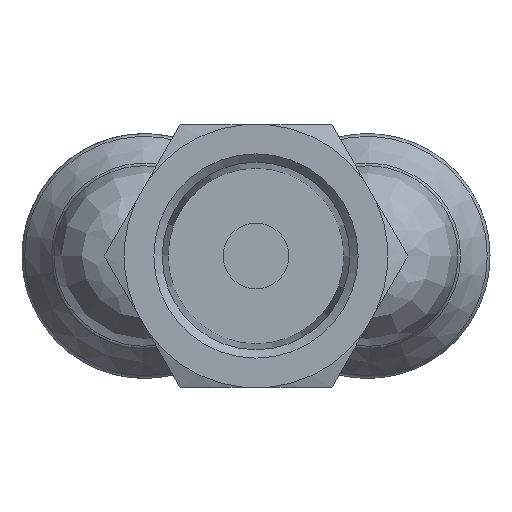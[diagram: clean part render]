
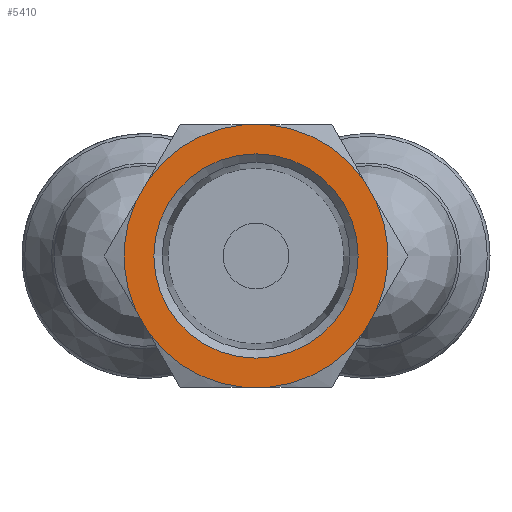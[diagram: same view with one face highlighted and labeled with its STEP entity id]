
A CAD part, front view. The second image highlights one B-rep face of the part: STEP entity #5410.
In plain terms, the highlighted face is planar.
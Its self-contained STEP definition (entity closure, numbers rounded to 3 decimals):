
#5266=CARTESIAN_POINT('',(-25.6,6.222,0.));
#5267=VERTEX_POINT('',#5266);
#5268=CARTESIAN_POINT('',(-25.6,0.,0.0));
#5269=DIRECTION('',(-1.0,0.0,0.0));
#5270=DIRECTION('',(0.0,-1.0,0.0));
#5271=AXIS2_PLACEMENT_3D('',#5268,#5269,#5270);
#5272=CIRCLE('',#5271,6.222);
#5273=EDGE_CURVE('',#5267,#5267,#5272,.T.);
#5298=CARTESIAN_POINT('',(-25.6,3.75,0.0));
#5299=DIRECTION('',(-1.0,0.0,0.0));
#5300=DIRECTION('',(0.0,0.0,1.0));
#5301=AXIS2_PLACEMENT_3D('',#5298,#5299,#5300);
#5302=PLANE('',#5301);
#5303=CARTESIAN_POINT('',(-25.6,-0.777,-8.));
#5304=VERTEX_POINT('',#5303);
#5305=CARTESIAN_POINT('',(-25.6,-6.54,-4.673));
#5306=VERTEX_POINT('',#5305);
#5307=CARTESIAN_POINT('',(-25.6,0.,0.0));
#5308=DIRECTION('',(-1.0,0.0,0.0));
#5309=DIRECTION('',(0.0,1.0,0.0));
#5310=AXIS2_PLACEMENT_3D('',#5307,#5308,#5309);
#5311=CIRCLE('',#5310,8.038);
#5312=EDGE_CURVE('',#5304,#5306,#5311,.T.);
#5313=ORIENTED_EDGE('',*,*,#5312,.T.);
#5314=CARTESIAN_POINT('',(-25.6,-7.316,-3.327));
#5315=VERTEX_POINT('',#5314);
#5316=CARTESIAN_POINT('',(-25.6,-7.316,-3.327));
#5317=DIRECTION('',(0.0,0.5,-0.866));
#5318=VECTOR('',#5317,1.553);
#5319=LINE('',#5316,#5318);
#5320=EDGE_CURVE('',#5315,#5306,#5319,.T.);
#5321=ORIENTED_EDGE('',*,*,#5320,.F.);
#5322=CARTESIAN_POINT('',(-25.6,-7.316,3.327));
#5323=VERTEX_POINT('',#5322);
#5324=CARTESIAN_POINT('',(-25.6,0.,0.0));
#5325=DIRECTION('',(-1.0,0.0,0.0));
#5326=DIRECTION('',(0.0,1.0,0.0));
#5327=AXIS2_PLACEMENT_3D('',#5324,#5325,#5326);
#5328=CIRCLE('',#5327,8.038);
#5329=EDGE_CURVE('',#5315,#5323,#5328,.T.);
#5330=ORIENTED_EDGE('',*,*,#5329,.T.);
#5331=CARTESIAN_POINT('',(-25.6,-6.54,4.673));
#5332=VERTEX_POINT('',#5331);
#5333=CARTESIAN_POINT('',(-25.6,-6.54,4.673));
#5334=DIRECTION('',(0.0,-0.5,-0.866));
#5335=VECTOR('',#5334,1.553);
#5336=LINE('',#5333,#5335);
#5337=EDGE_CURVE('',#5332,#5323,#5336,.T.);
#5338=ORIENTED_EDGE('',*,*,#5337,.F.);
#5339=CARTESIAN_POINT('',(-25.6,-0.777,8.0));
#5340=VERTEX_POINT('',#5339);
#5341=CARTESIAN_POINT('',(-25.6,0.,0.0));
#5342=DIRECTION('',(-1.0,0.0,0.0));
#5343=DIRECTION('',(0.0,1.0,0.0));
#5344=AXIS2_PLACEMENT_3D('',#5341,#5342,#5343);
#5345=CIRCLE('',#5344,8.038);
#5346=EDGE_CURVE('',#5332,#5340,#5345,.T.);
#5347=ORIENTED_EDGE('',*,*,#5346,.T.);
#5348=CARTESIAN_POINT('',(-25.6,0.777,8.0));
#5349=VERTEX_POINT('',#5348);
#5350=CARTESIAN_POINT('',(-25.6,0.777,8.0));
#5351=DIRECTION('',(0.0,-1.0,0.0));
#5352=VECTOR('',#5351,1.553);
#5353=LINE('',#5350,#5352);
#5354=EDGE_CURVE('',#5349,#5340,#5353,.T.);
#5355=ORIENTED_EDGE('',*,*,#5354,.F.);
#5356=CARTESIAN_POINT('',(-25.6,6.54,4.673));
#5357=VERTEX_POINT('',#5356);
#5358=CARTESIAN_POINT('',(-25.6,0.,0.0));
#5359=DIRECTION('',(-1.0,0.0,0.0));
#5360=DIRECTION('',(0.0,1.0,0.0));
#5361=AXIS2_PLACEMENT_3D('',#5358,#5359,#5360);
#5362=CIRCLE('',#5361,8.038);
#5363=EDGE_CURVE('',#5349,#5357,#5362,.T.);
#5364=ORIENTED_EDGE('',*,*,#5363,.T.);
#5365=CARTESIAN_POINT('',(-25.6,7.316,3.327));
#5366=VERTEX_POINT('',#5365);
#5367=CARTESIAN_POINT('',(-25.6,7.316,3.327));
#5368=DIRECTION('',(0.0,-0.5,0.866));
#5369=VECTOR('',#5368,1.553);
#5370=LINE('',#5367,#5369);
#5371=EDGE_CURVE('',#5366,#5357,#5370,.T.);
#5372=ORIENTED_EDGE('',*,*,#5371,.F.);
#5373=CARTESIAN_POINT('',(-25.6,7.316,-3.327));
#5374=VERTEX_POINT('',#5373);
#5375=CARTESIAN_POINT('',(-25.6,0.,0.0));
#5376=DIRECTION('',(-1.0,0.0,0.0));
#5377=DIRECTION('',(0.0,1.0,0.0));
#5378=AXIS2_PLACEMENT_3D('',#5375,#5376,#5377);
#5379=CIRCLE('',#5378,8.038);
#5380=EDGE_CURVE('',#5366,#5374,#5379,.T.);
#5381=ORIENTED_EDGE('',*,*,#5380,.T.);
#5382=CARTESIAN_POINT('',(-25.6,6.54,-4.673));
#5383=VERTEX_POINT('',#5382);
#5384=CARTESIAN_POINT('',(-25.6,6.54,-4.673));
#5385=DIRECTION('',(0.0,0.5,0.866));
#5386=VECTOR('',#5385,1.553);
#5387=LINE('',#5384,#5386);
#5388=EDGE_CURVE('',#5383,#5374,#5387,.T.);
#5389=ORIENTED_EDGE('',*,*,#5388,.F.);
#5390=CARTESIAN_POINT('',(-25.6,0.777,-8.));
#5391=VERTEX_POINT('',#5390);
#5392=CARTESIAN_POINT('',(-25.6,0.,0.0));
#5393=DIRECTION('',(-1.0,0.0,0.0));
#5394=DIRECTION('',(0.0,1.0,0.0));
#5395=AXIS2_PLACEMENT_3D('',#5392,#5393,#5394);
#5396=CIRCLE('',#5395,8.038);
#5397=EDGE_CURVE('',#5383,#5391,#5396,.T.);
#5398=ORIENTED_EDGE('',*,*,#5397,.T.);
#5399=CARTESIAN_POINT('',(-25.6,-0.777,-8.));
#5400=DIRECTION('',(0.0,1.0,0.0));
#5401=VECTOR('',#5400,1.553);
#5402=LINE('',#5399,#5401);
#5403=EDGE_CURVE('',#5304,#5391,#5402,.T.);
#5404=ORIENTED_EDGE('',*,*,#5403,.F.);
#5405=EDGE_LOOP('',(#5313,#5321,#5330,#5338,#5347,#5355,#5364,#5372,#5381,#5389,#5398,#5404));
#5406=FACE_OUTER_BOUND('',#5405,.T.);
#5407=ORIENTED_EDGE('',*,*,#5273,.F.);
#5408=EDGE_LOOP('',(#5407));
#5409=FACE_BOUND('',#5408,.T.);
#5410=ADVANCED_FACE('',(#5406,#5409),#5302,.T.);
